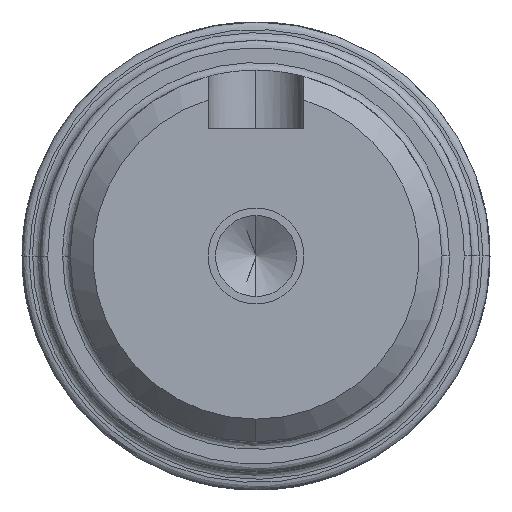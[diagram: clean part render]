
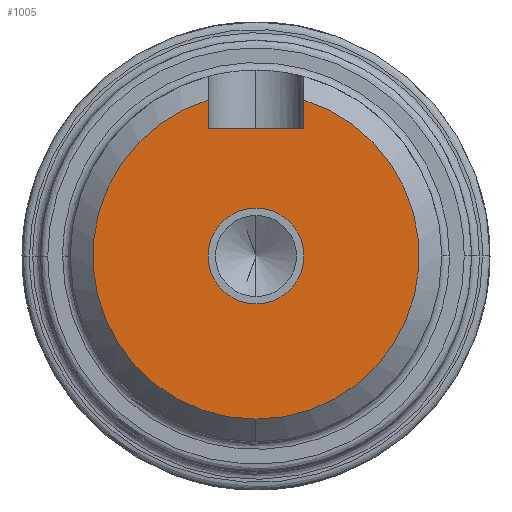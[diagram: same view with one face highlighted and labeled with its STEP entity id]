
A CAD part, left-side view. The second image highlights one B-rep face of the part: STEP entity #1005.
In plain terms, the highlighted planar face has unit normal (-1, 0, 0).
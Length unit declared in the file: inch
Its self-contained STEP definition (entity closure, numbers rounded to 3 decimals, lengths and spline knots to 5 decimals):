
#26 = DIRECTION ( 'NONE',  ( 1., 0., 0. ) ) ;
#30 = ORIENTED_EDGE ( 'NONE', *, *, #1194, .T. ) ;
#50 = AXIS2_PLACEMENT_3D ( 'NONE', #314, #1398, #466 ) ;
#63 = DIRECTION ( 'NONE',  ( 0., 1., 0. ) ) ;
#88 = CARTESIAN_POINT ( 'NONE',  ( -15.41177, 0., 0. ) ) ;
#105 = PLANE ( 'NONE',  #153 ) ;
#153 = AXIS2_PLACEMENT_3D ( 'NONE', #88, #26, #63 ) ;
#166 = EDGE_LOOP ( 'NONE', ( #1564, #1543 ) ) ;
#169 = FACE_BOUND ( 'NONE', #166, .T. ) ;
#177 = CARTESIAN_POINT ( 'NONE',  ( -15.41177, 0., 0.66516 ) ) ;
#194 = DIRECTION ( 'NONE',  ( 0., -1., 0. ) ) ;
#202 = EDGE_CURVE ( 'NONE', #1452, #227, #1109, .T. ) ;
#227 = VERTEX_POINT ( 'NONE', #1492 ) ;
#231 = AXIS2_PLACEMENT_3D ( 'NONE', #1144, #1132, #1108 ) ;
#299 = CIRCLE ( 'NONE', #677, 0.25 ) ;
#314 = CARTESIAN_POINT ( 'NONE',  ( -15.41177, 0., 0. ) ) ;
#321 = VERTEX_POINT ( 'NONE', #1193 ) ;
#364 = VERTEX_POINT ( 'NONE', #1161 ) ;
#466 = DIRECTION ( 'NONE',  ( 0., 0., 1. ) ) ;
#476 = EDGE_CURVE ( 'NONE', #1923, #321, #299, .T. ) ;
#497 = VERTEX_POINT ( 'NONE', #941 ) ;
#648 = CARTESIAN_POINT ( 'NONE',  ( -15.41177, 0., -0.25 ) ) ;
#677 = AXIS2_PLACEMENT_3D ( 'NONE', #889, #884, #867 ) ;
#713 = EDGE_LOOP ( 'NONE', ( #30, #1486, #1459, #1515, #1490 ) ) ;
#715 = VERTEX_POINT ( 'NONE', #742 ) ;
#742 = CARTESIAN_POINT ( 'NONE',  ( -15.41177, 0.25, 0.81302 ) ) ;
#854 = CARTESIAN_POINT ( 'NONE',  ( -15.41177, -0.25, 0.81302 ) ) ;
#867 = DIRECTION ( 'NONE',  ( 0., 0., 1. ) ) ;
#877 = CIRCLE ( 'NONE', #50, 0.25 ) ;
#884 = DIRECTION ( 'NONE',  ( -1., 0., 0. ) ) ;
#889 = CARTESIAN_POINT ( 'NONE',  ( -15.41177, 0., 0. ) ) ;
#930 = FACE_OUTER_BOUND ( 'NONE', #713, .T. ) ;
#941 = CARTESIAN_POINT ( 'NONE',  ( -15.41177, -0.25, 0.66516 ) ) ;
#1005 = ADVANCED_FACE ( 'NONE', ( #930, #169 ), #105, .F. ) ;
#1064 = AXIS2_PLACEMENT_3D ( 'NONE', #1416, #1408, #1401 ) ;
#1108 = DIRECTION ( 'NONE',  ( 0., 0., -1. ) ) ;
#1109 = CIRCLE ( 'NONE', #1064, 0.85059 ) ;
#1116 = VECTOR ( 'NONE', #1266, 39.37008 ) ;
#1132 = DIRECTION ( 'NONE',  ( 1., 0., 0. ) ) ;
#1135 = EDGE_CURVE ( 'NONE', #364, #497, #1493, .T. ) ;
#1144 = CARTESIAN_POINT ( 'NONE',  ( -15.41177, 0., 0. ) ) ;
#1151 = CARTESIAN_POINT ( 'NONE',  ( -15.41177, -0.25, 0.66516 ) ) ;
#1161 = CARTESIAN_POINT ( 'NONE',  ( -15.41177, 0.25, 0.66516 ) ) ;
#1187 = DIRECTION ( 'NONE',  ( 0., 0., 1. ) ) ;
#1192 = VECTOR ( 'NONE', #1187, 39.37008 ) ;
#1193 = CARTESIAN_POINT ( 'NONE',  ( -15.41177, 0., 0.25 ) ) ;
#1194 = EDGE_CURVE ( 'NONE', #364, #715, #1265, .T. ) ;
#1204 = EDGE_CURVE ( 'NONE', #227, #715, #1219, .T. ) ;
#1207 = EDGE_CURVE ( 'NONE', #1452, #497, #1216, .T. ) ;
#1216 = LINE ( 'NONE', #1151, #1116 ) ;
#1219 = CIRCLE ( 'NONE', #231, 0.85059 ) ;
#1265 = LINE ( 'NONE', #1329, #1192 ) ;
#1266 = DIRECTION ( 'NONE',  ( 0., 0., -1. ) ) ;
#1329 = CARTESIAN_POINT ( 'NONE',  ( -15.41177, 0.25, 0.66516 ) ) ;
#1339 = EDGE_CURVE ( 'NONE', #321, #1923, #877, .T. ) ;
#1398 = DIRECTION ( 'NONE',  ( -1., 0., 0. ) ) ;
#1401 = DIRECTION ( 'NONE',  ( 0., 0., -1. ) ) ;
#1408 = DIRECTION ( 'NONE',  ( 1., 0., 0. ) ) ;
#1416 = CARTESIAN_POINT ( 'NONE',  ( -15.41177, 0., 0. ) ) ;
#1452 = VERTEX_POINT ( 'NONE', #854 ) ;
#1459 = ORIENTED_EDGE ( 'NONE', *, *, #202, .F. ) ;
#1486 = ORIENTED_EDGE ( 'NONE', *, *, #1204, .F. ) ;
#1490 = ORIENTED_EDGE ( 'NONE', *, *, #1135, .F. ) ;
#1492 = CARTESIAN_POINT ( 'NONE',  ( -15.41177, 0., -0.85059 ) ) ;
#1493 = LINE ( 'NONE', #177, #1548 ) ;
#1515 = ORIENTED_EDGE ( 'NONE', *, *, #1207, .T. ) ;
#1543 = ORIENTED_EDGE ( 'NONE', *, *, #476, .F. ) ;
#1548 = VECTOR ( 'NONE', #194, 39.37008 ) ;
#1564 = ORIENTED_EDGE ( 'NONE', *, *, #1339, .F. ) ;
#1923 = VERTEX_POINT ( 'NONE', #648 ) ;
